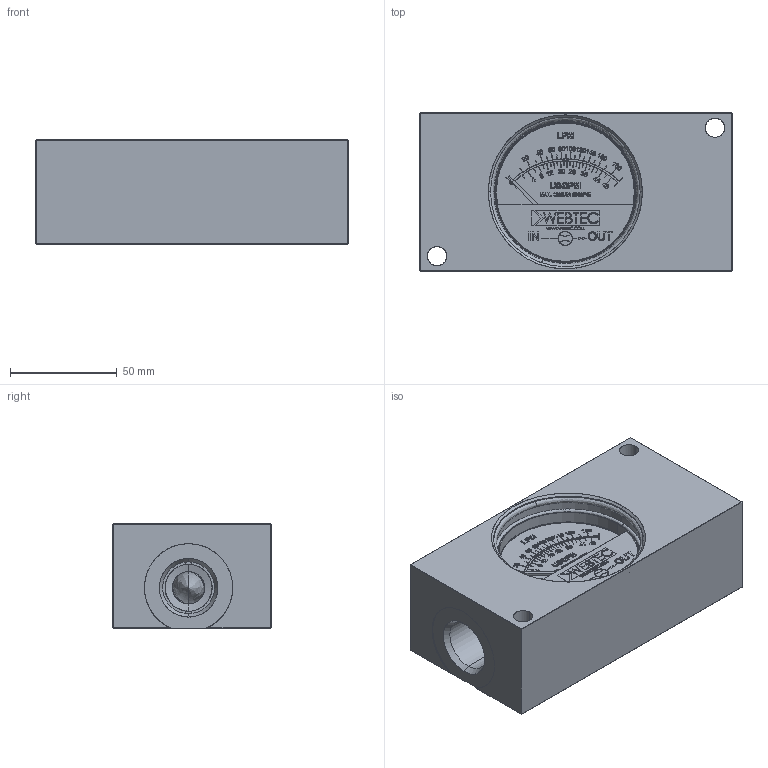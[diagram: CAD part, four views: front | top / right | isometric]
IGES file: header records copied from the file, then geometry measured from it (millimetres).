
Start section: SolidWorks IGES file using analytic representation for surfaces
Global section: file name: ECA'FI750-180ASO.IGS; native system: SolidWorks 2017; preprocessor: SolidWorks 2017; author: afp; date: 190918.155913; units: millimetre
Bounding box: 146 x 74 x 49 mm (x, y, z)
Surface area: 86515.9 mm2 (no closed solid volume)
Topology: 0 solids, 0 shells, 1864 faces, 22939 edges, 22929 vertices
Faces by surface type: bspline 1597, revolution 267
